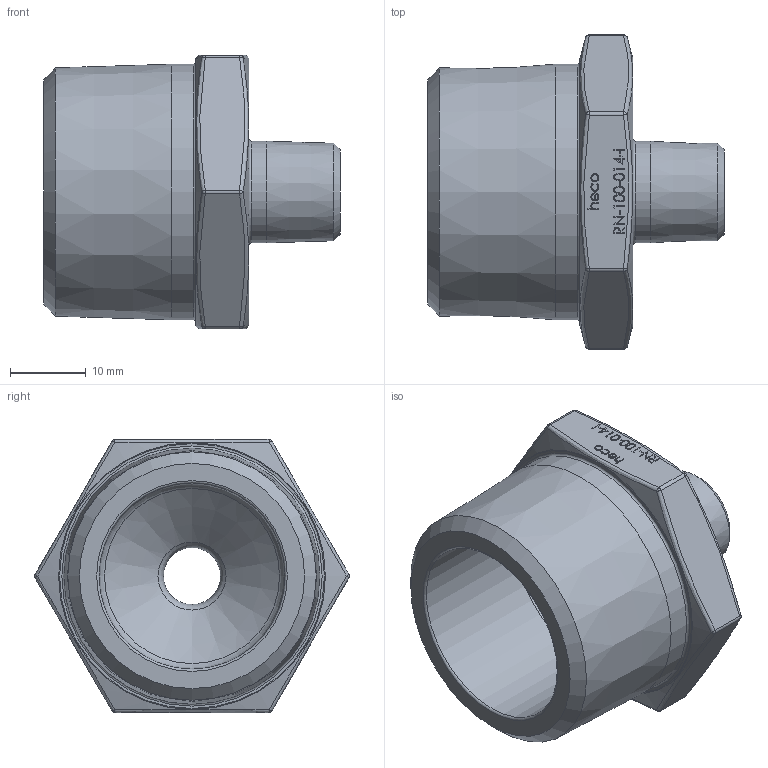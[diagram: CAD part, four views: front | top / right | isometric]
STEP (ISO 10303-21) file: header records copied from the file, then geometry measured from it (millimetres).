
FILE_DESCRIPTION (( 'STEP AP214' ), '1' );
FILE_NAME ('RN-100-014-I 2308.STEP', '2023-09-12T09:01:49', ( '' ), ( '' ), 'SwSTEP 2.0', 'SolidWorks 2019', '' );
FILE_SCHEMA (( 'AUTOMOTIVE_DESIGN' ));
Length unit declared in the file: millimetre
Products named in the file (1): RN-100-014-I  2308
Bounding box: 39 x 41.41 x 36.01 mm (x, y, z)
Volume: 15955.2 mm3; surface area: 7115.6 mm2
Topology: 1 solids, 1 shells, 224 faces, 557 edges, 356 vertices
Faces by surface type: plane 108, bspline 79, sphere 12, cylinder 10, torus 8, cone 7
Full cylindrical faces by diameter (mm): 7.5 x1, 13.388 x1, 24.5 x1, 33.649 x1
Entity records: 12696 total; most frequent: CARTESIAN_POINT 6302, ORIENTED_EDGE 1040, DIRECTION 712, EDGE_CURVE 520, VERTEX_POINT 342, VECTOR 304, LINE 304, EDGE_LOOP 270
